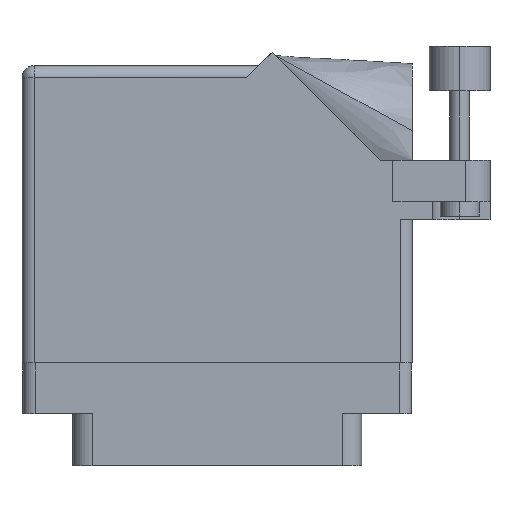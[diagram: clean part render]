
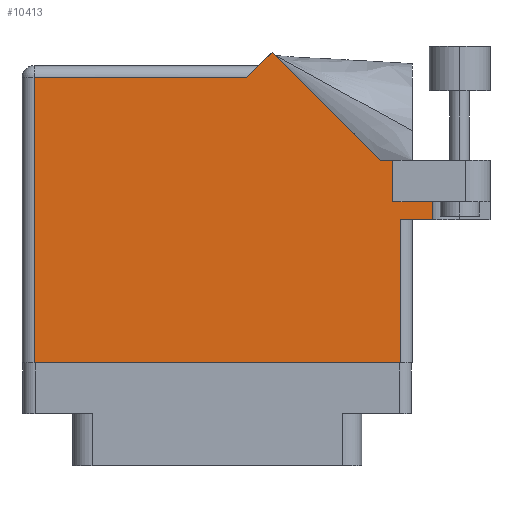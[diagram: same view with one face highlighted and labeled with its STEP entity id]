
A CAD part, front view. The second image highlights one B-rep face of the part: STEP entity #10413.
In plain terms, the highlighted face is planar.
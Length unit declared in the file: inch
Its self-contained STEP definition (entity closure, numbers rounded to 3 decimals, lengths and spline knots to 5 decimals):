
#1203 = DIRECTION ( 'NONE',  ( -1., 0., 0. ) ) ;
#1751 = VERTEX_POINT ( 'NONE', #5320 ) ;
#3665 = VECTOR ( 'NONE', #20702, 39.37008 ) ;
#3736 = CARTESIAN_POINT ( 'NONE',  ( 1.91, 0.831, 0. ) ) ;
#4258 = CARTESIAN_POINT ( 'NONE',  ( 2.41, 1.044, 0. ) ) ;
#4348 = VECTOR ( 'NONE', #24438, 39.37008 ) ;
#4519 = VECTOR ( 'NONE', #21153, 39.37008 ) ;
#4965 = CARTESIAN_POINT ( 'NONE',  ( 2.1115, 1.16177, 0. ) ) ;
#5320 = CARTESIAN_POINT ( 'NONE',  ( 2.1115, 0.831, 0. ) ) ;
#5725 = EDGE_CURVE ( 'NONE', #11778, #22082, #6096, .T. ) ;
#6096 = LINE ( 'NONE', #6939, #19773 ) ;
#6217 = CARTESIAN_POINT ( 'NONE',  ( 1.155, 1.468, 0. ) ) ;
#6939 = CARTESIAN_POINT ( 'NONE',  ( 1.91, 0.831, 0. ) ) ;
#7145 = CARTESIAN_POINT ( 'NONE',  ( 0.062, 0., 0. ) ) ;
#8150 = LINE ( 'NONE', #13480, #4348 ) ;
#8409 = ORIENTED_EDGE ( 'NONE', *, *, #24261, .T. ) ;
#8481 = DIRECTION ( 'NONE',  ( 1., 0., 0. ) ) ;
#8494 = VERTEX_POINT ( 'NONE', #6217 ) ;
#8711 = DIRECTION ( 'NONE',  ( 0., 0., -1. ) ) ;
#9212 = VERTEX_POINT ( 'NONE', #14742 ) ;
#10198 = ORIENTED_EDGE ( 'NONE', *, *, #18436, .T. ) ;
#10273 = ORIENTED_EDGE ( 'NONE', *, *, #16868, .T. ) ;
#10348 = VECTOR ( 'NONE', #14117, 39.37008 ) ;
#10413 = ADVANCED_FACE ( 'NONE', ( #30047 ), #22042, .F. ) ;
#10555 = DIRECTION ( 'NONE',  ( 0., -1., 0. ) ) ;
#11209 = CARTESIAN_POINT ( 'NONE',  ( 0., 1.53, 0. ) ) ;
#11342 = VECTOR ( 'NONE', #1203, 39.37008 ) ;
#11444 = DIRECTION ( 'NONE',  ( -1., 0., 0. ) ) ;
#11778 = VERTEX_POINT ( 'NONE', #3736 ) ;
#12119 = VECTOR ( 'NONE', #8481, 39.37008 ) ;
#13040 = CARTESIAN_POINT ( 'NONE',  ( 1.84442, 1.044, 0. ) ) ;
#13480 = CARTESIAN_POINT ( 'NONE',  ( 2.01, 0.737, 0. ) ) ;
#13899 = LINE ( 'NONE', #33687, #26688 ) ;
#14117 = DIRECTION ( 'NONE',  ( 1., 0., 0. ) ) ;
#14150 = VERTEX_POINT ( 'NONE', #23939 ) ;
#14320 = DIRECTION ( 'NONE',  ( 0., 1., 0. ) ) ;
#14360 = CARTESIAN_POINT ( 'NONE',  ( 0., 0., 0. ) ) ;
#14742 = CARTESIAN_POINT ( 'NONE',  ( 1.948, 0.737, 0. ) ) ;
#15207 = LINE ( 'NONE', #19655, #23312 ) ;
#15365 = EDGE_CURVE ( 'NONE', #11778, #1751, #24053, .T. ) ;
#15471 = DIRECTION ( 'NONE',  ( 0., -1., 0. ) ) ;
#16069 = DIRECTION ( 'NONE',  ( 0., 1., 0. ) ) ;
#16821 = CARTESIAN_POINT ( 'NONE',  ( 1.91, 0.831, 0. ) ) ;
#16831 = LINE ( 'NONE', #13040, #4519 ) ;
#16868 = EDGE_CURVE ( 'NONE', #14150, #20059, #26567, .T. ) ;
#18436 = EDGE_CURVE ( 'NONE', #8494, #26171, #18573, .T. ) ;
#18573 = LINE ( 'NONE', #27612, #11342 ) ;
#19655 = CARTESIAN_POINT ( 'NONE',  ( 1.217, 1.53, 0. ) ) ;
#19773 = VECTOR ( 'NONE', #16069, 39.37008 ) ;
#19878 = ORIENTED_EDGE ( 'NONE', *, *, #22239, .T. ) ;
#20059 = VERTEX_POINT ( 'NONE', #34239 ) ;
#20140 = CARTESIAN_POINT ( 'NONE',  ( 1.28771, 1.60071, 0. ) ) ;
#20618 = CARTESIAN_POINT ( 'NONE',  ( 0.062, 1.468, 0. ) ) ;
#20702 = DIRECTION ( 'NONE',  ( -1., 0., 0. ) ) ;
#21008 = ORIENTED_EDGE ( 'NONE', *, *, #5725, .T. ) ;
#21153 = DIRECTION ( 'NONE',  ( -0.707, 0.707, 0. ) ) ;
#21457 = EDGE_CURVE ( 'NONE', #9212, #32027, #8150, .T. ) ;
#22042 = PLANE ( 'NONE',  #23732 ) ;
#22082 = VERTEX_POINT ( 'NONE', #33223 ) ;
#22239 = EDGE_CURVE ( 'NONE', #26171, #14150, #31558, .T. ) ;
#23095 = ORIENTED_EDGE ( 'NONE', *, *, #30283, .T. ) ;
#23312 = VECTOR ( 'NONE', #27503, 39.37008 ) ;
#23732 = AXIS2_PLACEMENT_3D ( 'NONE', #11209, #8711, #11444 ) ;
#23939 = CARTESIAN_POINT ( 'NONE',  ( 0.062, 0., 0. ) ) ;
#24053 = LINE ( 'NONE', #16821, #12119 ) ;
#24261 = EDGE_CURVE ( 'NONE', #22082, #33411, #30065, .T. ) ;
#24273 = EDGE_CURVE ( 'NONE', #33411, #28008, #16831, .T. ) ;
#24326 = ORIENTED_EDGE ( 'NONE', *, *, #24273, .T. ) ;
#24438 = DIRECTION ( 'NONE',  ( 1., 0., 0. ) ) ;
#26171 = VERTEX_POINT ( 'NONE', #20618 ) ;
#26402 = CARTESIAN_POINT ( 'NONE',  ( 1.84442, 1.044, 0. ) ) ;
#26419 = ORIENTED_EDGE ( 'NONE', *, *, #21457, .T. ) ;
#26567 = LINE ( 'NONE', #14360, #10348 ) ;
#26688 = VECTOR ( 'NONE', #14320, 39.37008 ) ;
#27503 = DIRECTION ( 'NONE',  ( -0.707, -0.707, 0. ) ) ;
#27612 = CARTESIAN_POINT ( 'NONE',  ( 0., 1.468, 0. ) ) ;
#27638 = LINE ( 'NONE', #4965, #31451 ) ;
#27692 = ORIENTED_EDGE ( 'NONE', *, *, #29828, .T. ) ;
#27767 = EDGE_LOOP ( 'NONE', ( #10273, #23095, #26419, #30096, #31736, #21008, #8409, #24326, #27692, #10198, #19878 ) ) ;
#28008 = VERTEX_POINT ( 'NONE', #20140 ) ;
#28947 = EDGE_CURVE ( 'NONE', #1751, #32027, #27638, .T. ) ;
#29828 = EDGE_CURVE ( 'NONE', #28008, #8494, #15207, .T. ) ;
#30047 = FACE_OUTER_BOUND ( 'NONE', #27767, .T. ) ;
#30065 = LINE ( 'NONE', #4258, #3665 ) ;
#30096 = ORIENTED_EDGE ( 'NONE', *, *, #28947, .F. ) ;
#30283 = EDGE_CURVE ( 'NONE', #20059, #9212, #13899, .T. ) ;
#30493 = CARTESIAN_POINT ( 'NONE',  ( 2.1115, 0.737, 0. ) ) ;
#31451 = VECTOR ( 'NONE', #10555, 39.37008 ) ;
#31558 = LINE ( 'NONE', #7145, #34499 ) ;
#31736 = ORIENTED_EDGE ( 'NONE', *, *, #15365, .F. ) ;
#32027 = VERTEX_POINT ( 'NONE', #30493 ) ;
#33223 = CARTESIAN_POINT ( 'NONE',  ( 1.91, 1.044, 0. ) ) ;
#33411 = VERTEX_POINT ( 'NONE', #26402 ) ;
#33687 = CARTESIAN_POINT ( 'NONE',  ( 1.948, 0.737, 0. ) ) ;
#34239 = CARTESIAN_POINT ( 'NONE',  ( 1.948, 0., 0. ) ) ;
#34499 = VECTOR ( 'NONE', #15471, 39.37008 ) ;
